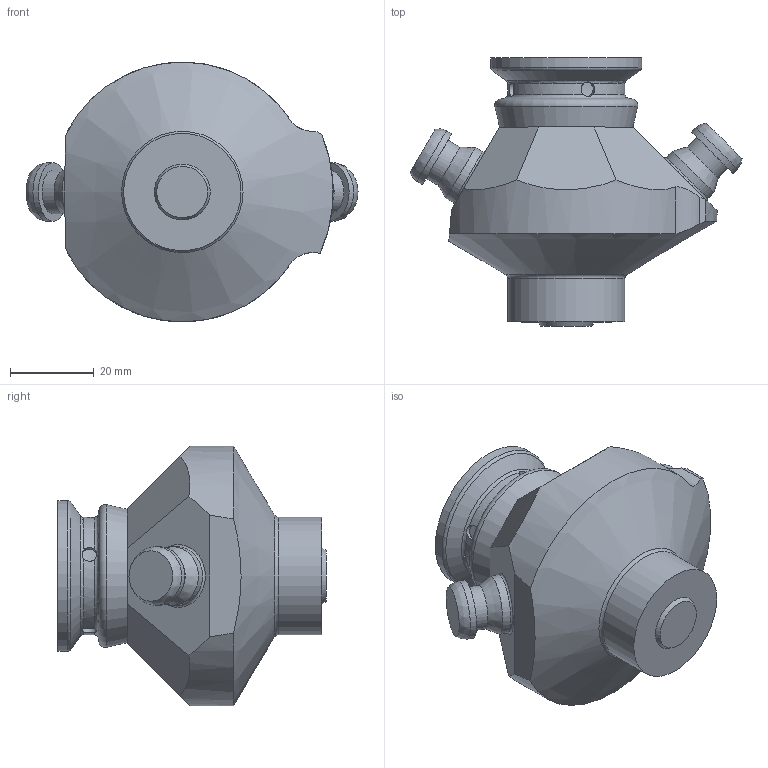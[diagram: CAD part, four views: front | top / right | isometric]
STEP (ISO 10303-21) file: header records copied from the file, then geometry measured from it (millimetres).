
FILE_DESCRIPTION(/* description */ (''),/* implementation_level */ '2;1');
FILE_NAME(/* name */ '890514.stp',/* time_stamp */ '2022-10-19T13:02:52+02:00',/* author */ ('mbs'),/* organization */ (''),/* preprocessor_version */ 'ST-DEVELOPER v18.1',/* originating_system */ 'Autodesk Inventor 2022',/* authorisation */ '');
FILE_SCHEMA (('AUTOMOTIVE_DESIGN { 1 0 10303 214 3 1 1 }'));
Length unit declared in the file: millimetre
Products named in the file (1): 890514
Bounding box: 79.24 x 64 x 61.98 mm (x, y, z)
Volume: 99232.7 mm3; surface area: 14008.6 mm2
Topology: 1 solids, 1 shells, 59 faces, 146 edges, 96 vertices
Faces by surface type: cylinder 25, plane 18, torus 7, cone 7, bspline 2
Full cylindrical faces by diameter (mm): 3.5 x4, 10.5 x2, 14 x4, 28 x1, 36 x1
Entity records: 2400 total; most frequent: CARTESIAN_POINT 877, DIRECTION 297, ORIENTED_EDGE 292, EDGE_CURVE 146, AXIS2_PLACEMENT_3D 127, VERTEX_POINT 95, EDGE_LOOP 65, STYLED_ITEM 60
